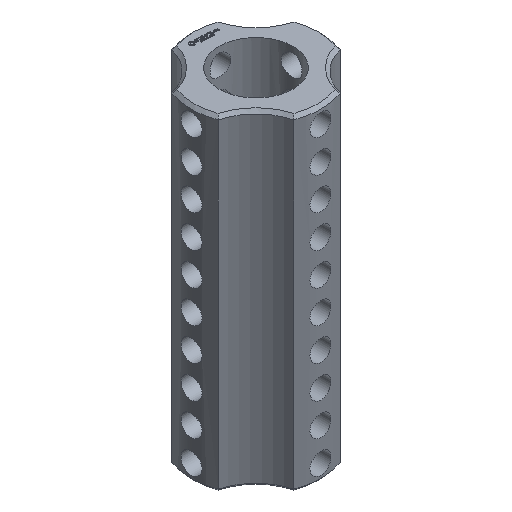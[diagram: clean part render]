
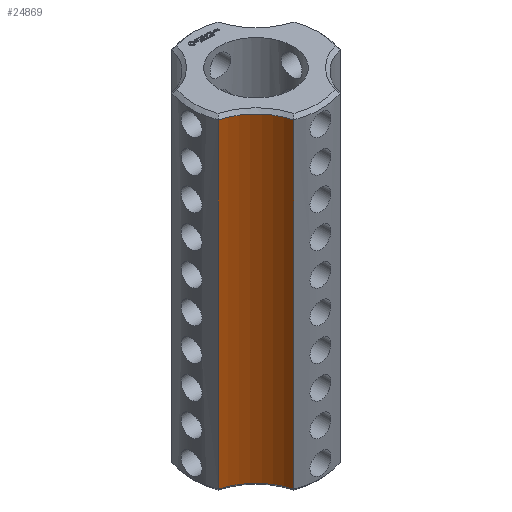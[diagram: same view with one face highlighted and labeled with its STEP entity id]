
A CAD part, isometric view. The second image highlights one B-rep face of the part: STEP entity #24869.
In plain terms, the highlighted cylindrical face has radius 5 mm (diameter 10 mm), a partial arc.
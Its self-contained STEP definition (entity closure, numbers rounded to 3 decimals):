
#2299 = CYLINDRICAL_SURFACE('',#2300,6.25);
#2300 = AXIS2_PLACEMENT_3D('',#2301,#2302,#2303);
#2301 = CARTESIAN_POINT('',(0.,0.,0.));
#2302 = DIRECTION('',(-0.,-0.,-1.));
#2303 = DIRECTION('',(1.,0.,0.));
#5396 = EDGE_CURVE('',#5397,#5399,#5401,.T.);
#5397 = VERTEX_POINT('',#5398);
#5398 = CARTESIAN_POINT('',(-2.225,-5.841,0.3));
#5399 = VERTEX_POINT('',#5400);
#5400 = CARTESIAN_POINT('',(-2.225,-5.841,30.95));
#5401 = SURFACE_CURVE('',#5402,(#5406,#5413),.PCURVE_S1.);
#5402 = LINE('',#5403,#5404);
#5403 = CARTESIAN_POINT('',(-2.225,-5.841,0.));
#5404 = VECTOR('',#5405,1.);
#5405 = DIRECTION('',(0.,0.,1.));
#5406 = PCURVE('',#2299,#5407);
#5407 = DEFINITIONAL_REPRESENTATION('',(#5408),#5412);
#5408 = LINE('',#5409,#5410);
#5409 = CARTESIAN_POINT('',(-4.348,0.));
#5410 = VECTOR('',#5411,1.);
#5411 = DIRECTION('',(-0.,-1.));
#5412 = ( GEOMETRIC_REPRESENTATION_CONTEXT(2) 
PARAMETRIC_REPRESENTATION_CONTEXT() REPRESENTATION_CONTEXT('2D SPACE',''
  ) );
#5413 = PCURVE('',#5414,#5419);
#5414 = CYLINDRICAL_SURFACE('',#5415,5.);
#5415 = AXIS2_PLACEMENT_3D('',#5416,#5417,#5418);
#5416 = CARTESIAN_POINT('',(-7.071,-7.071,0.));
#5417 = DIRECTION('',(-0.,-0.,-1.));
#5418 = DIRECTION('',(1.,0.,0.));
#5419 = DEFINITIONAL_REPRESENTATION('',(#5420),#5424);
#5420 = LINE('',#5421,#5422);
#5421 = CARTESIAN_POINT('',(-0.249,0.));
#5422 = VECTOR('',#5423,1.);
#5423 = DIRECTION('',(-0.,-1.));
#5424 = ( GEOMETRIC_REPRESENTATION_CONTEXT(2) 
PARAMETRIC_REPRESENTATION_CONTEXT() REPRESENTATION_CONTEXT('2D SPACE',''
  ) );
#7207 = CONICAL_SURFACE('',#7208,5.,0.785);
#7208 = AXIS2_PLACEMENT_3D('',#7209,#7210,#7211);
#7209 = CARTESIAN_POINT('',(-7.071,-7.071,0.3));
#7210 = DIRECTION('',(-0.,-0.,-1.));
#7211 = DIRECTION('',(0.969,0.246,0.));
#7409 = CONICAL_SURFACE('',#7410,5.,0.785);
#7410 = AXIS2_PLACEMENT_3D('',#7411,#7412,#7413);
#7411 = CARTESIAN_POINT('',(-7.071,-7.071,30.95));
#7412 = DIRECTION('',(0.,0.,1.));
#7413 = DIRECTION('',(0.969,0.246,0.));
#24869 = ADVANCED_FACE('',(#24870),#5414,.F.);
#24870 = FACE_BOUND('',#24871,.T.);
#24871 = EDGE_LOOP('',(#24872,#24873,#24897,#24925));
#24872 = ORIENTED_EDGE('',*,*,#5396,.T.);
#24873 = ORIENTED_EDGE('',*,*,#24874,.T.);
#24874 = EDGE_CURVE('',#5399,#24875,#24877,.T.);
#24875 = VERTEX_POINT('',#24876);
#24876 = CARTESIAN_POINT('',(-5.841,-2.225,30.95));
#24877 = SURFACE_CURVE('',#24878,(#24883,#24890),.PCURVE_S1.);
#24878 = CIRCLE('',#24879,5.);
#24879 = AXIS2_PLACEMENT_3D('',#24880,#24881,#24882);
#24880 = CARTESIAN_POINT('',(-7.071,-7.071,30.95));
#24881 = DIRECTION('',(0.,-0.,1.));
#24882 = DIRECTION('',(0.969,0.246,0.));
#24883 = PCURVE('',#5414,#24884);
#24884 = DEFINITIONAL_REPRESENTATION('',(#24885),#24889);
#24885 = LINE('',#24886,#24887);
#24886 = CARTESIAN_POINT('',(-0.249,-30.95));
#24887 = VECTOR('',#24888,1.);
#24888 = DIRECTION('',(-1.,0.));
#24889 = ( GEOMETRIC_REPRESENTATION_CONTEXT(2) 
PARAMETRIC_REPRESENTATION_CONTEXT() REPRESENTATION_CONTEXT('2D SPACE',''
  ) );
#24890 = PCURVE('',#7409,#24891);
#24891 = DEFINITIONAL_REPRESENTATION('',(#24892),#24896);
#24892 = LINE('',#24893,#24894);
#24893 = CARTESIAN_POINT('',(0.,0.));
#24894 = VECTOR('',#24895,1.);
#24895 = DIRECTION('',(1.,0.));
#24896 = ( GEOMETRIC_REPRESENTATION_CONTEXT(2) 
PARAMETRIC_REPRESENTATION_CONTEXT() REPRESENTATION_CONTEXT('2D SPACE',''
  ) );
#24897 = ORIENTED_EDGE('',*,*,#24898,.F.);
#24898 = EDGE_CURVE('',#24899,#24875,#24901,.T.);
#24899 = VERTEX_POINT('',#24900);
#24900 = CARTESIAN_POINT('',(-5.841,-2.225,0.3));
#24901 = SURFACE_CURVE('',#24902,(#24906,#24913),.PCURVE_S1.);
#24902 = LINE('',#24903,#24904);
#24903 = CARTESIAN_POINT('',(-5.841,-2.225,0.));
#24904 = VECTOR('',#24905,1.);
#24905 = DIRECTION('',(0.,0.,1.));
#24906 = PCURVE('',#5414,#24907);
#24907 = DEFINITIONAL_REPRESENTATION('',(#24908),#24912);
#24908 = LINE('',#24909,#24910);
#24909 = CARTESIAN_POINT('',(-1.322,0.));
#24910 = VECTOR('',#24911,1.);
#24911 = DIRECTION('',(-0.,-1.));
#24912 = ( GEOMETRIC_REPRESENTATION_CONTEXT(2) 
PARAMETRIC_REPRESENTATION_CONTEXT() REPRESENTATION_CONTEXT('2D SPACE',''
  ) );
#24913 = PCURVE('',#24914,#24919);
#24914 = CYLINDRICAL_SURFACE('',#24915,6.25);
#24915 = AXIS2_PLACEMENT_3D('',#24916,#24917,#24918);
#24916 = CARTESIAN_POINT('',(0.,0.,0.));
#24917 = DIRECTION('',(-0.,-0.,-1.));
#24918 = DIRECTION('',(1.,0.,0.));
#24919 = DEFINITIONAL_REPRESENTATION('',(#24920),#24924);
#24920 = LINE('',#24921,#24922);
#24921 = CARTESIAN_POINT('',(-3.506,0.));
#24922 = VECTOR('',#24923,1.);
#24923 = DIRECTION('',(-0.,-1.));
#24924 = ( GEOMETRIC_REPRESENTATION_CONTEXT(2) 
PARAMETRIC_REPRESENTATION_CONTEXT() REPRESENTATION_CONTEXT('2D SPACE',''
  ) );
#24925 = ORIENTED_EDGE('',*,*,#24926,.F.);
#24926 = EDGE_CURVE('',#5397,#24899,#24927,.T.);
#24927 = SURFACE_CURVE('',#24928,(#24933,#24940),.PCURVE_S1.);
#24928 = CIRCLE('',#24929,5.);
#24929 = AXIS2_PLACEMENT_3D('',#24930,#24931,#24932);
#24930 = CARTESIAN_POINT('',(-7.071,-7.071,0.3));
#24931 = DIRECTION('',(0.,-0.,1.));
#24932 = DIRECTION('',(0.969,0.246,0.));
#24933 = PCURVE('',#5414,#24934);
#24934 = DEFINITIONAL_REPRESENTATION('',(#24935),#24939);
#24935 = LINE('',#24936,#24937);
#24936 = CARTESIAN_POINT('',(-0.249,-0.3));
#24937 = VECTOR('',#24938,1.);
#24938 = DIRECTION('',(-1.,0.));
#24939 = ( GEOMETRIC_REPRESENTATION_CONTEXT(2) 
PARAMETRIC_REPRESENTATION_CONTEXT() REPRESENTATION_CONTEXT('2D SPACE',''
  ) );
#24940 = PCURVE('',#7207,#24941);
#24941 = DEFINITIONAL_REPRESENTATION('',(#24942),#24946);
#24942 = LINE('',#24943,#24944);
#24943 = CARTESIAN_POINT('',(-0.,0.));
#24944 = VECTOR('',#24945,1.);
#24945 = DIRECTION('',(-1.,0.));
#24946 = ( GEOMETRIC_REPRESENTATION_CONTEXT(2) 
PARAMETRIC_REPRESENTATION_CONTEXT() REPRESENTATION_CONTEXT('2D SPACE',''
  ) );
